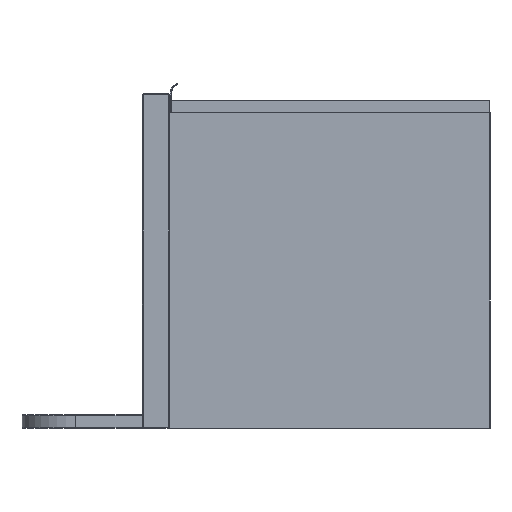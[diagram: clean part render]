
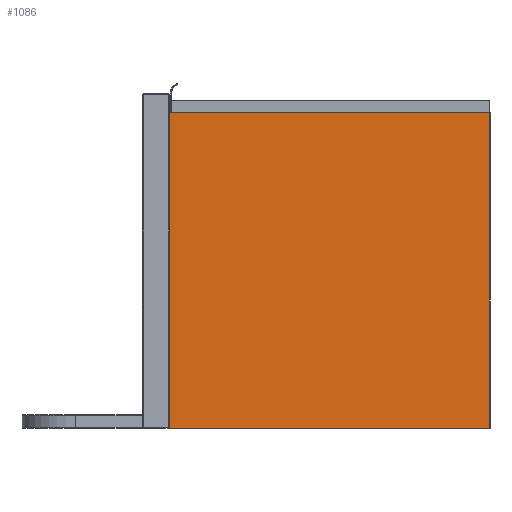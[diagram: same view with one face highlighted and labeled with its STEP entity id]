
A CAD part, left-side view. The second image highlights one B-rep face of the part: STEP entity #1086.
In plain terms, the highlighted planar face has unit normal (-1, 0, 0).
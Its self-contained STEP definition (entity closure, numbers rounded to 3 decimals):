
#404 = ORIENTED_EDGE ( 'NONE', *, *, #1360, .F. ) ;
#498 = VERTEX_POINT ( 'NONE', #8098 ) ;
#525 = CARTESIAN_POINT ( 'NONE',  ( -667.5, -240., 0. ) ) ;
#707 = DIRECTION ( 'NONE',  ( 0., 0., -1. ) ) ;
#943 = DIRECTION ( 'NONE',  ( 0., 0., -1. ) ) ;
#1086 = ADVANCED_FACE ( 'NONE', ( #5454 ), #8060, .F. ) ;
#1360 = EDGE_CURVE ( 'NONE', #498, #7938, #4553, .T. ) ;
#1808 = ORIENTED_EDGE ( 'NONE', *, *, #2637, .F. ) ;
#1884 = CARTESIAN_POINT ( 'NONE',  ( -667.5, 240., 0. ) ) ;
#1915 = VERTEX_POINT ( 'NONE', #1884 ) ;
#1974 = VECTOR ( 'NONE', #8445, 1000. ) ;
#2621 = CARTESIAN_POINT ( 'NONE',  ( -667.5, 240., 0. ) ) ;
#2637 = EDGE_CURVE ( 'NONE', #7086, #498, #3100, .T. ) ;
#3085 = CARTESIAN_POINT ( 'NONE',  ( -667.5, -240., 472. ) ) ;
#3100 = LINE ( 'NONE', #7174, #7005 ) ;
#3207 = DIRECTION ( 'NONE',  ( 0., -1., 0. ) ) ;
#3649 = ORIENTED_EDGE ( 'NONE', *, *, #6664, .T. ) ;
#3681 = CARTESIAN_POINT ( 'NONE',  ( -667.5, 240., 472. ) ) ;
#4120 = AXIS2_PLACEMENT_3D ( 'NONE', #5494, #6163, #707 ) ;
#4553 = LINE ( 'NONE', #3085, #1974 ) ;
#5324 = CARTESIAN_POINT ( 'NONE',  ( -667.5, 240., 472. ) ) ;
#5454 = FACE_OUTER_BOUND ( 'NONE', #8005, .T. ) ;
#5494 = CARTESIAN_POINT ( 'NONE',  ( -667.5, 240., 472. ) ) ;
#6163 = DIRECTION ( 'NONE',  ( 1., 0., 0. ) ) ;
#6212 = VECTOR ( 'NONE', #3207, 1000. ) ;
#6512 = ORIENTED_EDGE ( 'NONE', *, *, #7362, .T. ) ;
#6664 = EDGE_CURVE ( 'NONE', #1915, #7938, #7945, .T. ) ;
#7005 = VECTOR ( 'NONE', #8332, 1000. ) ;
#7062 = VECTOR ( 'NONE', #943, 1000. ) ;
#7086 = VERTEX_POINT ( 'NONE', #5324 ) ;
#7174 = CARTESIAN_POINT ( 'NONE',  ( -667.5, 240., 472. ) ) ;
#7362 = EDGE_CURVE ( 'NONE', #7086, #1915, #8368, .T. ) ;
#7938 = VERTEX_POINT ( 'NONE', #525 ) ;
#7945 = LINE ( 'NONE', #2621, #6212 ) ;
#8005 = EDGE_LOOP ( 'NONE', ( #3649, #404, #1808, #6512 ) ) ;
#8060 = PLANE ( 'NONE',  #4120 ) ;
#8098 = CARTESIAN_POINT ( 'NONE',  ( -667.5, -240., 472. ) ) ;
#8332 = DIRECTION ( 'NONE',  ( 0., -1., 0. ) ) ;
#8368 = LINE ( 'NONE', #3681, #7062 ) ;
#8445 = DIRECTION ( 'NONE',  ( 0., 0., -1. ) ) ;
